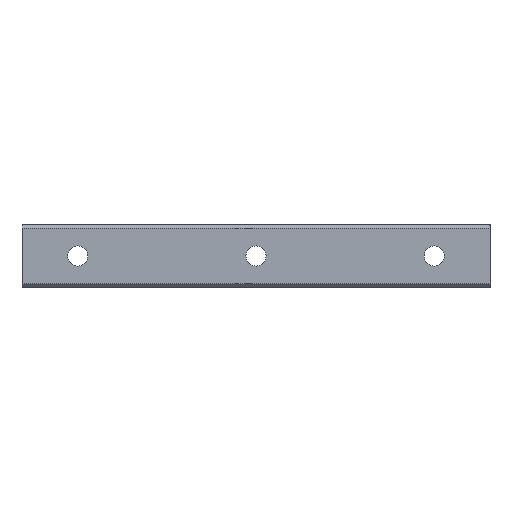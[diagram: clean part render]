
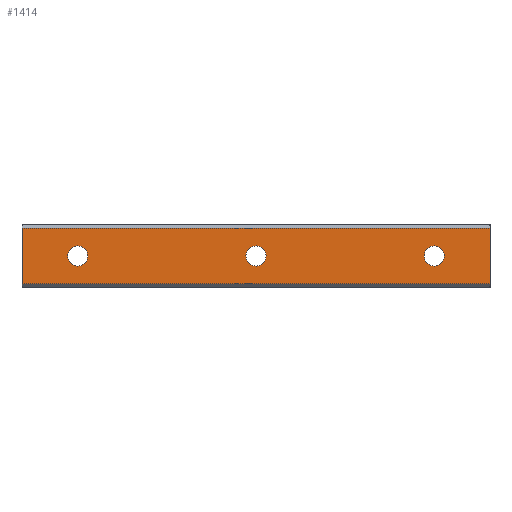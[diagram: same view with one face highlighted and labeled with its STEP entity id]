
A CAD part, front view. The second image highlights one B-rep face of the part: STEP entity #1414.
In plain terms, the highlighted planar face has unit normal (0, -1, 0).
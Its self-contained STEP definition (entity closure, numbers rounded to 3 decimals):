
#3 = EDGE_CURVE ( 'NONE', #282, #1679, #1163, .T. ) ;
#27 = LINE ( 'NONE', #1376, #153 ) ;
#31 = EDGE_LOOP ( 'NONE', ( #1438, #719 ) ) ;
#39 = CIRCLE ( 'NONE', #454, 4.5 ) ;
#72 = VECTOR ( 'NONE', #1713, 1000. ) ;
#76 = ORIENTED_EDGE ( 'NONE', *, *, #600, .F. ) ;
#106 = CARTESIAN_POINT ( 'NONE',  ( 160., 0., -4.5 ) ) ;
#112 = DIRECTION ( 'NONE',  ( 0., -1., 0. ) ) ;
#122 = DIRECTION ( 'NONE',  ( 0., 0., 1. ) ) ;
#126 = CIRCLE ( 'NONE', #681, 4.5 ) ;
#135 = EDGE_CURVE ( 'NONE', #294, #1329, #27, .T. ) ;
#139 = DIRECTION ( 'NONE',  ( 0., -1., 0. ) ) ;
#153 = VECTOR ( 'NONE', #263, 1000. ) ;
#202 = LINE ( 'NONE', #887, #72 ) ;
#215 = EDGE_LOOP ( 'NONE', ( #76, #679, #1229, #1365 ) ) ;
#217 = EDGE_CURVE ( 'NONE', #1764, #638, #1354, .T. ) ;
#237 = CARTESIAN_POINT ( 'NONE',  ( 0., 0., 0. ) ) ;
#241 = DIRECTION ( 'NONE',  ( 0., 0., 1. ) ) ;
#263 = DIRECTION ( 'NONE',  ( 0., 0., -1. ) ) ;
#282 = VERTEX_POINT ( 'NONE', #1271 ) ;
#293 = CARTESIAN_POINT ( 'NONE',  ( 160., 0., 4.5 ) ) ;
#294 = VERTEX_POINT ( 'NONE', #561 ) ;
#359 = CARTESIAN_POINT ( 'NONE',  ( 80., 0., 4.5 ) ) ;
#363 = ORIENTED_EDGE ( 'NONE', *, *, #217, .F. ) ;
#417 = EDGE_CURVE ( 'NONE', #638, #1764, #429, .T. ) ;
#429 = CIRCLE ( 'NONE', #1446, 4.5 ) ;
#454 = AXIS2_PLACEMENT_3D ( 'NONE', #1736, #112, #643 ) ;
#481 = LINE ( 'NONE', #1591, #1636 ) ;
#482 = CARTESIAN_POINT ( 'NONE',  ( -25., 0., 12.5 ) ) ;
#497 = PLANE ( 'NONE',  #1553 ) ;
#519 = FACE_OUTER_BOUND ( 'NONE', #215, .T. ) ;
#521 = EDGE_CURVE ( 'NONE', #569, #693, #653, .T. ) ;
#539 = VECTOR ( 'NONE', #1592, 1000. ) ;
#549 = CARTESIAN_POINT ( 'NONE',  ( 160., 0., 0. ) ) ;
#561 = CARTESIAN_POINT ( 'NONE',  ( 185., 0., 12.5 ) ) ;
#569 = VERTEX_POINT ( 'NONE', #359 ) ;
#600 = EDGE_CURVE ( 'NONE', #1329, #282, #202, .T. ) ;
#610 = CARTESIAN_POINT ( 'NONE',  ( 185., 0., -12.5 ) ) ;
#632 = EDGE_CURVE ( 'NONE', #1115, #819, #126, .T. ) ;
#638 = VERTEX_POINT ( 'NONE', #106 ) ;
#643 = DIRECTION ( 'NONE',  ( 0., 0., 1. ) ) ;
#653 = CIRCLE ( 'NONE', #908, 4.5 ) ;
#667 = EDGE_CURVE ( 'NONE', #819, #1115, #796, .T. ) ;
#679 = ORIENTED_EDGE ( 'NONE', *, *, #135, .F. ) ;
#681 = AXIS2_PLACEMENT_3D ( 'NONE', #237, #1452, #1440 ) ;
#693 = VERTEX_POINT ( 'NONE', #1738 ) ;
#703 = CARTESIAN_POINT ( 'NONE',  ( 0., 0., -4.5 ) ) ;
#719 = ORIENTED_EDGE ( 'NONE', *, *, #1751, .F. ) ;
#748 = ORIENTED_EDGE ( 'NONE', *, *, #417, .F. ) ;
#773 = DIRECTION ( 'NONE',  ( 0., 0., 1. ) ) ;
#796 = CIRCLE ( 'NONE', #1472, 4.5 ) ;
#819 = VERTEX_POINT ( 'NONE', #703 ) ;
#868 = EDGE_LOOP ( 'NONE', ( #1001, #1688 ) ) ;
#887 = CARTESIAN_POINT ( 'NONE',  ( 185., 0., -12.5 ) ) ;
#908 = AXIS2_PLACEMENT_3D ( 'NONE', #1597, #1602, #773 ) ;
#1001 = ORIENTED_EDGE ( 'NONE', *, *, #632, .F. ) ;
#1019 = DIRECTION ( 'NONE',  ( 1., 0., 0. ) ) ;
#1049 = CARTESIAN_POINT ( 'NONE',  ( 185., 0., 12.5 ) ) ;
#1076 = CARTESIAN_POINT ( 'NONE',  ( 0., 0., 4.5 ) ) ;
#1089 = AXIS2_PLACEMENT_3D ( 'NONE', #549, #1659, #1096 ) ;
#1096 = DIRECTION ( 'NONE',  ( 0., 0., 1. ) ) ;
#1115 = VERTEX_POINT ( 'NONE', #1076 ) ;
#1117 = DIRECTION ( 'NONE',  ( 0., 0., 1. ) ) ;
#1163 = LINE ( 'NONE', #482, #539 ) ;
#1177 = CARTESIAN_POINT ( 'NONE',  ( 160., 0., 0. ) ) ;
#1211 = DIRECTION ( 'NONE',  ( 0., 1., 0. ) ) ;
#1229 = ORIENTED_EDGE ( 'NONE', *, *, #1324, .F. ) ;
#1271 = CARTESIAN_POINT ( 'NONE',  ( -25., 0., -12.5 ) ) ;
#1299 = CARTESIAN_POINT ( 'NONE',  ( -25., 0., 12.5 ) ) ;
#1324 = EDGE_CURVE ( 'NONE', #1679, #294, #481, .T. ) ;
#1325 = FACE_BOUND ( 'NONE', #1617, .T. ) ;
#1329 = VERTEX_POINT ( 'NONE', #610 ) ;
#1344 = CARTESIAN_POINT ( 'NONE',  ( 0., 0., 0. ) ) ;
#1354 = CIRCLE ( 'NONE', #1089, 4.5 ) ;
#1365 = ORIENTED_EDGE ( 'NONE', *, *, #3, .F. ) ;
#1376 = CARTESIAN_POINT ( 'NONE',  ( 185., 0., 12.5 ) ) ;
#1414 = ADVANCED_FACE ( 'NONE', ( #519, #1733, #1325, #1464 ), #497, .F. ) ;
#1438 = ORIENTED_EDGE ( 'NONE', *, *, #521, .F. ) ;
#1440 = DIRECTION ( 'NONE',  ( 0., 0., 1. ) ) ;
#1446 = AXIS2_PLACEMENT_3D ( 'NONE', #1177, #1471, #241 ) ;
#1452 = DIRECTION ( 'NONE',  ( 0., -1., 0. ) ) ;
#1464 = FACE_BOUND ( 'NONE', #31, .T. ) ;
#1471 = DIRECTION ( 'NONE',  ( 0., -1., 0. ) ) ;
#1472 = AXIS2_PLACEMENT_3D ( 'NONE', #1344, #139, #122 ) ;
#1553 = AXIS2_PLACEMENT_3D ( 'NONE', #1049, #1211, #1117 ) ;
#1591 = CARTESIAN_POINT ( 'NONE',  ( 185., 0., 12.5 ) ) ;
#1592 = DIRECTION ( 'NONE',  ( 0., 0., 1. ) ) ;
#1597 = CARTESIAN_POINT ( 'NONE',  ( 80., 0., 0. ) ) ;
#1602 = DIRECTION ( 'NONE',  ( 0., -1., 0. ) ) ;
#1617 = EDGE_LOOP ( 'NONE', ( #363, #748 ) ) ;
#1636 = VECTOR ( 'NONE', #1019, 1000. ) ;
#1659 = DIRECTION ( 'NONE',  ( 0., -1., 0. ) ) ;
#1679 = VERTEX_POINT ( 'NONE', #1299 ) ;
#1688 = ORIENTED_EDGE ( 'NONE', *, *, #667, .F. ) ;
#1713 = DIRECTION ( 'NONE',  ( -1., 0., 0. ) ) ;
#1733 = FACE_BOUND ( 'NONE', #868, .T. ) ;
#1736 = CARTESIAN_POINT ( 'NONE',  ( 80., 0., 0. ) ) ;
#1738 = CARTESIAN_POINT ( 'NONE',  ( 80., 0., -4.5 ) ) ;
#1751 = EDGE_CURVE ( 'NONE', #693, #569, #39, .T. ) ;
#1764 = VERTEX_POINT ( 'NONE', #293 ) ;
